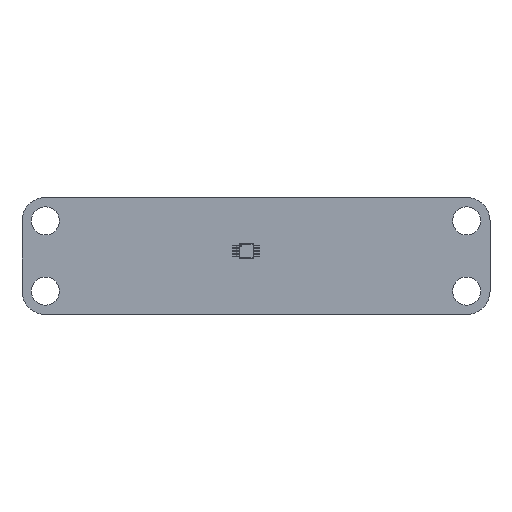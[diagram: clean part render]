
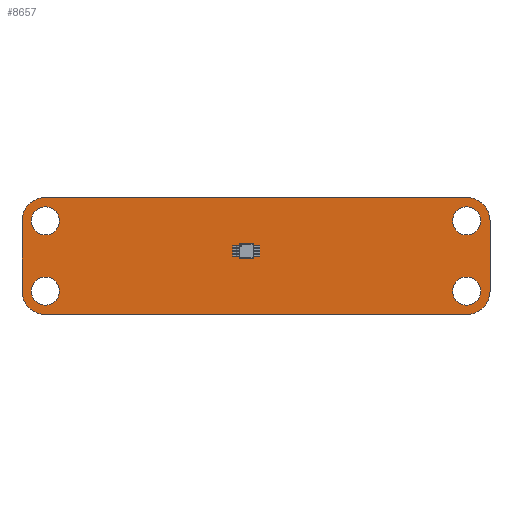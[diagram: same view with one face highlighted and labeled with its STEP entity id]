
A CAD part, top view. The second image highlights one B-rep face of the part: STEP entity #8657.
In plain terms, the highlighted planar face has unit normal (0, 0, 1).
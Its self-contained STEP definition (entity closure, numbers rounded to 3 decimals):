
#229=FACE_BOUND('',#1528,.T.);
#230=FACE_BOUND('',#1529,.T.);
#231=FACE_BOUND('',#1530,.T.);
#232=FACE_BOUND('',#1531,.T.);
#626=PLANE('',#9296);
#1064=FACE_OUTER_BOUND('',#1527,.T.);
#1527=EDGE_LOOP('',(#8074,#8075,#8076,#8077,#8078,#8079,#8080,#8081));
#1528=EDGE_LOOP('',(#8082));
#1529=EDGE_LOOP('',(#8083));
#1530=EDGE_LOOP('',(#8084));
#1531=EDGE_LOOP('',(#8085));
#2599=LINE('',#13881,#3672);
#2603=LINE('',#13893,#3676);
#2607=LINE('',#13905,#3680);
#2611=LINE('',#13915,#3684);
#3672=VECTOR('',#11424,10.);
#3676=VECTOR('',#11436,10.);
#3680=VECTOR('',#11448,10.);
#3684=VECTOR('',#11460,10.);
#3788=CIRCLE('',#9270,3.);
#3790=CIRCLE('',#9273,3.);
#3792=CIRCLE('',#9276,3.);
#3794=CIRCLE('',#9279,3.);
#3796=CIRCLE('',#9282,5.);
#3798=CIRCLE('',#9286,5.);
#3800=CIRCLE('',#9290,5.);
#3802=CIRCLE('',#9294,5.);
#4562=VERTEX_POINT('',#13847);
#4564=VERTEX_POINT('',#13853);
#4566=VERTEX_POINT('',#13859);
#4568=VERTEX_POINT('',#13865);
#4571=VERTEX_POINT('',#13872);
#4572=VERTEX_POINT('',#13874);
#4574=VERTEX_POINT('',#13880);
#4576=VERTEX_POINT('',#13886);
#4578=VERTEX_POINT('',#13892);
#4580=VERTEX_POINT('',#13898);
#4582=VERTEX_POINT('',#13904);
#4584=VERTEX_POINT('',#13910);
#5726=EDGE_CURVE('',#4562,#4562,#3788,.T.);
#5729=EDGE_CURVE('',#4564,#4564,#3790,.T.);
#5732=EDGE_CURVE('',#4566,#4566,#3792,.T.);
#5735=EDGE_CURVE('',#4568,#4568,#3794,.T.);
#5738=EDGE_CURVE('',#4572,#4571,#3796,.T.);
#5741=EDGE_CURVE('',#4574,#4572,#2599,.T.);
#5744=EDGE_CURVE('',#4576,#4574,#3798,.T.);
#5747=EDGE_CURVE('',#4578,#4576,#2603,.T.);
#5750=EDGE_CURVE('',#4580,#4578,#3800,.T.);
#5753=EDGE_CURVE('',#4582,#4580,#2607,.T.);
#5756=EDGE_CURVE('',#4584,#4582,#3802,.T.);
#5759=EDGE_CURVE('',#4571,#4584,#2611,.T.);
#8074=ORIENTED_EDGE('',*,*,#5759,.T.);
#8075=ORIENTED_EDGE('',*,*,#5756,.T.);
#8076=ORIENTED_EDGE('',*,*,#5753,.T.);
#8077=ORIENTED_EDGE('',*,*,#5750,.T.);
#8078=ORIENTED_EDGE('',*,*,#5747,.T.);
#8079=ORIENTED_EDGE('',*,*,#5744,.T.);
#8080=ORIENTED_EDGE('',*,*,#5741,.T.);
#8081=ORIENTED_EDGE('',*,*,#5738,.T.);
#8082=ORIENTED_EDGE('',*,*,#5726,.T.);
#8083=ORIENTED_EDGE('',*,*,#5729,.T.);
#8084=ORIENTED_EDGE('',*,*,#5732,.T.);
#8085=ORIENTED_EDGE('',*,*,#5735,.T.);
#8657=ADVANCED_FACE('',(#1064,#229,#230,#231,#232),#626,.T.);
#9270=AXIS2_PLACEMENT_3D('',#13849,#11390,#11391);
#9273=AXIS2_PLACEMENT_3D('',#13855,#11397,#11398);
#9276=AXIS2_PLACEMENT_3D('',#13861,#11404,#11405);
#9279=AXIS2_PLACEMENT_3D('',#13867,#11411,#11412);
#9282=AXIS2_PLACEMENT_3D('',#13875,#11418,#11419);
#9286=AXIS2_PLACEMENT_3D('',#13887,#11430,#11431);
#9290=AXIS2_PLACEMENT_3D('',#13899,#11442,#11443);
#9294=AXIS2_PLACEMENT_3D('',#13911,#11454,#11455);
#9296=AXIS2_PLACEMENT_3D('',#13916,#11461,#11462);
#11390=DIRECTION('center_axis',(0.,0.,-1.));
#11391=DIRECTION('ref_axis',(-1.,0.,0.));
#11397=DIRECTION('center_axis',(0.,0.,-1.));
#11398=DIRECTION('ref_axis',(-1.,0.,0.));
#11404=DIRECTION('center_axis',(0.,0.,-1.));
#11405=DIRECTION('ref_axis',(-1.,0.,0.));
#11411=DIRECTION('center_axis',(0.,0.,-1.));
#11412=DIRECTION('ref_axis',(-1.,0.,0.));
#11418=DIRECTION('center_axis',(0.,0.,1.));
#11419=DIRECTION('ref_axis',(0.,1.,0.));
#11424=DIRECTION('',(-1.,0.,0.));
#11430=DIRECTION('center_axis',(0.,0.,1.));
#11431=DIRECTION('ref_axis',(1.,0.,0.));
#11436=DIRECTION('',(0.,1.,0.));
#11442=DIRECTION('center_axis',(0.,0.,1.));
#11443=DIRECTION('ref_axis',(0.,-1.,0.));
#11448=DIRECTION('',(1.,0.,0.));
#11454=DIRECTION('center_axis',(0.,0.,1.));
#11455=DIRECTION('ref_axis',(-1.,0.,0.));
#11460=DIRECTION('',(0.,-1.,0.));
#11461=DIRECTION('center_axis',(0.,0.,1.));
#11462=DIRECTION('ref_axis',(1.,0.,0.));
#13847=CARTESIAN_POINT('',(-2.,-20.,0.053));
#13849=CARTESIAN_POINT('Origin',(-5.,-20.,0.053));
#13853=CARTESIAN_POINT('',(-2.,-5.,0.053));
#13855=CARTESIAN_POINT('Origin',(-5.,-5.,0.053));
#13859=CARTESIAN_POINT('',(-92.,-20.,0.053));
#13861=CARTESIAN_POINT('Origin',(-95.,-20.,0.053));
#13865=CARTESIAN_POINT('',(-92.,-5.,0.053));
#13867=CARTESIAN_POINT('Origin',(-95.,-5.,0.053));
#13872=CARTESIAN_POINT('',(-100.,-5.,0.053));
#13874=CARTESIAN_POINT('',(-95.,0.,0.053));
#13875=CARTESIAN_POINT('Origin',(-95.,-5.,0.053));
#13880=CARTESIAN_POINT('',(-5.,0.,0.053));
#13881=CARTESIAN_POINT('',(-5.,0.,0.053));
#13886=CARTESIAN_POINT('',(0.,-5.,0.053));
#13887=CARTESIAN_POINT('Origin',(-5.,-5.,0.053));
#13892=CARTESIAN_POINT('',(0.,-20.,0.053));
#13893=CARTESIAN_POINT('',(0.,-20.,0.053));
#13898=CARTESIAN_POINT('',(-5.,-25.,0.053));
#13899=CARTESIAN_POINT('Origin',(-5.,-20.,0.053));
#13904=CARTESIAN_POINT('',(-95.,-25.,0.053));
#13905=CARTESIAN_POINT('',(-95.,-25.,0.053));
#13910=CARTESIAN_POINT('',(-100.,-20.,0.053));
#13911=CARTESIAN_POINT('Origin',(-95.,-20.,0.053));
#13915=CARTESIAN_POINT('',(-100.,-5.,0.053));
#13916=CARTESIAN_POINT('Origin',(-50.,-12.5,0.053));
